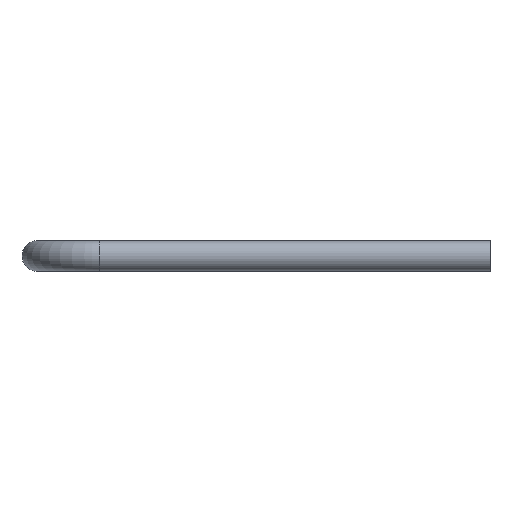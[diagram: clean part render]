
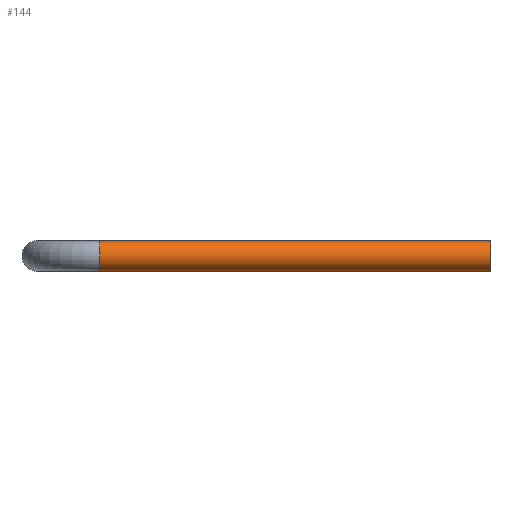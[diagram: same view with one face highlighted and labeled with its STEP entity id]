
A CAD part, front view. The second image highlights one B-rep face of the part: STEP entity #144.
In plain terms, the highlighted cylindrical face has radius 16.701 mm (diameter 33.401 mm), a full revolution.
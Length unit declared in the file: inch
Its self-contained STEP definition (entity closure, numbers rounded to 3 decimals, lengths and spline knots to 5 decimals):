
#22=CYLINDRICAL_SURFACE('',#187,0.6575);
#32=FACE_BOUND('',#66,.T.);
#44=FACE_OUTER_BOUND('',#65,.T.);
#65=EDGE_LOOP('',(#125));
#66=EDGE_LOOP('',(#126));
#78=CIRCLE('',#178,0.6575);
#82=CIRCLE('',#188,0.6575);
#90=VERTEX_POINT('',#260);
#94=VERTEX_POINT('',#274);
#102=EDGE_CURVE('',#90,#90,#78,.T.);
#106=EDGE_CURVE('',#94,#94,#82,.T.);
#125=ORIENTED_EDGE('',*,*,#106,.T.);
#126=ORIENTED_EDGE('',*,*,#102,.F.);
#144=ADVANCED_FACE('',(#44,#32),#22,.T.);
#178=AXIS2_PLACEMENT_3D('',#261,#215,#216);
#187=AXIS2_PLACEMENT_3D('',#273,#233,#234);
#188=AXIS2_PLACEMENT_3D('',#275,#235,#236);
#215=DIRECTION('center_axis',(-1.,0.,0.));
#216=DIRECTION('ref_axis',(0.,0.,1.));
#233=DIRECTION('center_axis',(-1.,0.,0.));
#234=DIRECTION('ref_axis',(0.,-1.,0.));
#235=DIRECTION('center_axis',(-1.,0.,0.));
#236=DIRECTION('ref_axis',(0.,0.,1.));
#260=CARTESIAN_POINT('',(-16.685,0.6575,0.));
#261=CARTESIAN_POINT('Origin',(-16.685,0.,0.));
#273=CARTESIAN_POINT('Origin',(0.,0.,0.));
#274=CARTESIAN_POINT('',(0.,-0.6575,0.));
#275=CARTESIAN_POINT('Origin',(0.,0.,0.));
